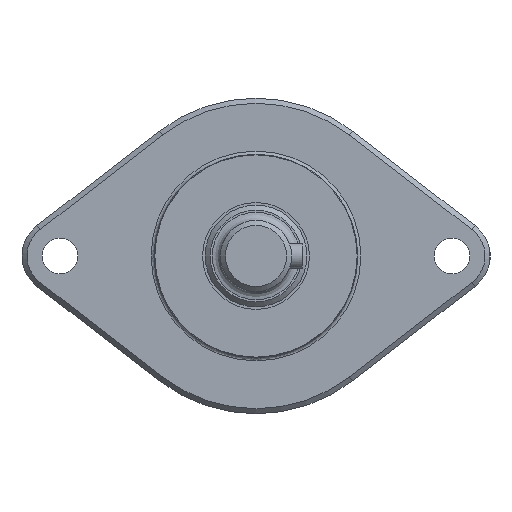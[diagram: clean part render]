
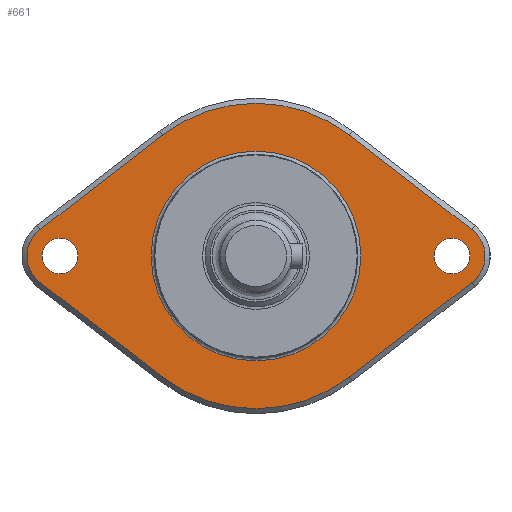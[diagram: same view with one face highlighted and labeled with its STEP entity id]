
A CAD part, left-side view. The second image highlights one B-rep face of the part: STEP entity #661.
In plain terms, the highlighted planar face has unit normal (-1, 0, 0).
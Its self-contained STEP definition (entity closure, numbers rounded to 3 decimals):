
#529=CARTESIAN_POINT('',(-136.4,0.,20.6));
#530=VERTEX_POINT('',#529);
#531=CARTESIAN_POINT('',(-136.4,0.,0.));
#532=DIRECTION('',(-1.0,0.0,0.0));
#533=DIRECTION('',(0.0,0.0,-1.0));
#534=AXIS2_PLACEMENT_3D('',#531,#532,#533);
#535=CIRCLE('',#534,20.6);
#536=EDGE_CURVE('',#530,#530,#535,.T.);
#561=CARTESIAN_POINT('',(-136.4,0.,0.));
#562=DIRECTION('',(-1.0,0.0,0.0));
#563=DIRECTION('',(0.0,0.0,1.0));
#564=AXIS2_PLACEMENT_3D('',#561,#562,#563);
#565=PLANE('',#564);
#566=CARTESIAN_POINT('',(-136.4,42.468,5.149));
#567=VERTEX_POINT('',#566);
#568=CARTESIAN_POINT('',(-136.4,18.312,23.763));
#569=VERTEX_POINT('',#568);
#570=CARTESIAN_POINT('',(-136.4,42.468,5.149));
#571=DIRECTION('',(0.,-0.792,0.61));
#572=VECTOR('',#571,30.496);
#573=LINE('',#570,#572);
#574=EDGE_CURVE('',#567,#569,#573,.T.);
#575=ORIENTED_EDGE('',*,*,#574,.F.);
#576=CARTESIAN_POINT('',(-136.4,42.468,-5.149));
#577=VERTEX_POINT('',#576);
#578=CARTESIAN_POINT('',(-136.4,38.5,0.));
#579=DIRECTION('',(1.0,0.,0.));
#580=DIRECTION('',(0.,0.61,0.792));
#581=AXIS2_PLACEMENT_3D('',#578,#579,#580);
#582=CIRCLE('',#581,6.5);
#583=EDGE_CURVE('',#577,#567,#582,.T.);
#584=ORIENTED_EDGE('',*,*,#583,.F.);
#585=CARTESIAN_POINT('',(-136.4,18.312,-23.763));
#586=VERTEX_POINT('',#585);
#587=CARTESIAN_POINT('',(-136.4,18.312,-23.763));
#588=DIRECTION('',(0.,0.792,0.61));
#589=VECTOR('',#588,30.496);
#590=LINE('',#587,#589);
#591=EDGE_CURVE('',#586,#577,#590,.T.);
#592=ORIENTED_EDGE('',*,*,#591,.F.);
#593=CARTESIAN_POINT('',(-136.4,-18.312,-23.763));
#594=VERTEX_POINT('',#593);
#595=CARTESIAN_POINT('',(-136.4,0.,0.));
#596=DIRECTION('',(1.,0.,0.));
#597=DIRECTION('',(0.,0.61,-0.792));
#598=AXIS2_PLACEMENT_3D('',#595,#596,#597);
#599=CIRCLE('',#598,30.);
#600=EDGE_CURVE('',#594,#586,#599,.T.);
#601=ORIENTED_EDGE('',*,*,#600,.F.);
#602=CARTESIAN_POINT('',(-136.4,-42.468,-5.149));
#603=VERTEX_POINT('',#602);
#604=CARTESIAN_POINT('',(-136.4,-42.468,-5.149));
#605=DIRECTION('',(0.,0.792,-0.61));
#606=VECTOR('',#605,30.496);
#607=LINE('',#604,#606);
#608=EDGE_CURVE('',#603,#594,#607,.T.);
#609=ORIENTED_EDGE('',*,*,#608,.F.);
#610=CARTESIAN_POINT('',(-136.4,-42.468,5.149));
#611=VERTEX_POINT('',#610);
#612=CARTESIAN_POINT('',(-136.4,-38.5,0.));
#613=DIRECTION('',(1.,0.,0.));
#614=DIRECTION('',(0.,-0.61,-0.792));
#615=AXIS2_PLACEMENT_3D('',#612,#613,#614);
#616=CIRCLE('',#615,6.5);
#617=EDGE_CURVE('',#611,#603,#616,.T.);
#618=ORIENTED_EDGE('',*,*,#617,.F.);
#619=CARTESIAN_POINT('',(-136.4,-18.312,23.763));
#620=VERTEX_POINT('',#619);
#621=CARTESIAN_POINT('',(-136.4,-18.312,23.763));
#622=DIRECTION('',(0.,-0.792,-0.61));
#623=VECTOR('',#622,30.496);
#624=LINE('',#621,#623);
#625=EDGE_CURVE('',#620,#611,#624,.T.);
#626=ORIENTED_EDGE('',*,*,#625,.F.);
#627=CARTESIAN_POINT('',(-136.4,0.,0.));
#628=DIRECTION('',(1.,0.,0.));
#629=DIRECTION('',(0.,-0.61,0.792));
#630=AXIS2_PLACEMENT_3D('',#627,#628,#629);
#631=CIRCLE('',#630,30.);
#632=EDGE_CURVE('',#569,#620,#631,.T.);
#633=ORIENTED_EDGE('',*,*,#632,.F.);
#634=EDGE_LOOP('',(#575,#584,#592,#601,#609,#618,#626,#633));
#635=FACE_OUTER_BOUND('',#634,.T.);
#636=CARTESIAN_POINT('',(-136.4,-38.5,3.5));
#637=VERTEX_POINT('',#636);
#638=CARTESIAN_POINT('',(-136.4,-38.5,0.));
#639=DIRECTION('',(1.0,0.0,0.0));
#640=DIRECTION('',(0.0,0.0,1.0));
#641=AXIS2_PLACEMENT_3D('',#638,#639,#640);
#642=CIRCLE('',#641,3.5);
#643=EDGE_CURVE('',#637,#637,#642,.T.);
#644=ORIENTED_EDGE('',*,*,#643,.T.);
#645=EDGE_LOOP('',(#644));
#646=FACE_BOUND('',#645,.T.);
#647=CARTESIAN_POINT('',(-136.4,38.5,3.5));
#648=VERTEX_POINT('',#647);
#649=CARTESIAN_POINT('',(-136.4,38.5,0.));
#650=DIRECTION('',(1.0,0.0,0.0));
#651=DIRECTION('',(0.0,0.0,1.0));
#652=AXIS2_PLACEMENT_3D('',#649,#650,#651);
#653=CIRCLE('',#652,3.5);
#654=EDGE_CURVE('',#648,#648,#653,.T.);
#655=ORIENTED_EDGE('',*,*,#654,.T.);
#656=EDGE_LOOP('',(#655));
#657=FACE_BOUND('',#656,.T.);
#658=ORIENTED_EDGE('',*,*,#536,.F.);
#659=EDGE_LOOP('',(#658));
#660=FACE_BOUND('',#659,.T.);
#661=ADVANCED_FACE('',(#635,#646,#657,#660),#565,.T.);
